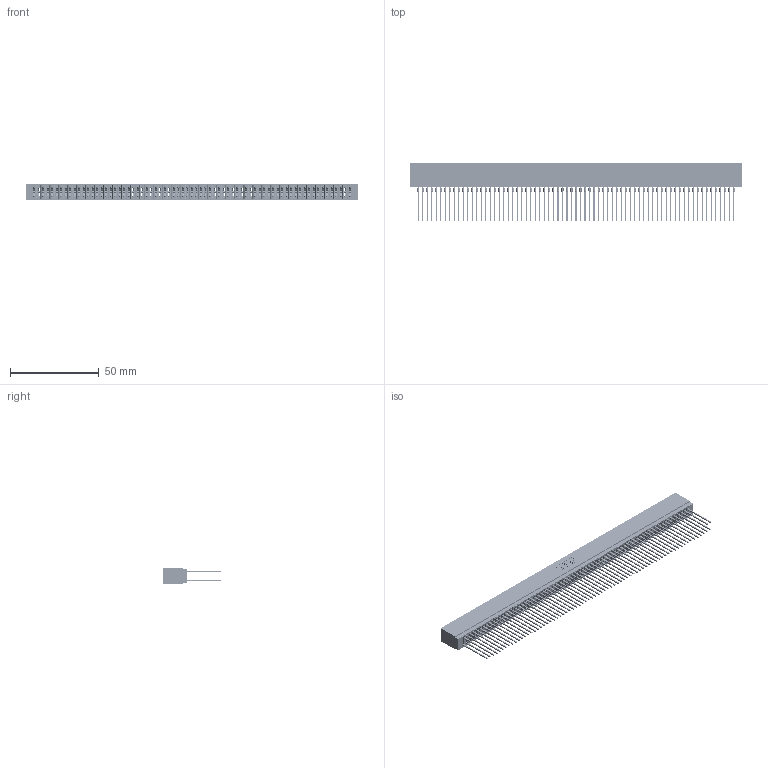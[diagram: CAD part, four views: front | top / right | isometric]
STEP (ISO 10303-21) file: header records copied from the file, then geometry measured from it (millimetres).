
FILE_DESCRIPTION (( 'STEP AP203' ), '1' );
FILE_NAME ('725-142-541-201.STEP', '2026-02-25T21:53:05', ( '' ), ( '' ), 'SwSTEP 2.0', 'SolidWorks 2023', '' );
FILE_SCHEMA (( 'CONFIG_CONTROL_DESIGN' ));
Length unit declared in the file: millimetre
Products named in the file (3): 745-292-001_541; 725-142-541-201; 725 Part_Insulator Option - 01
Assembly tree (143 placements, depth 2):
  725-142-541-201
    725 Part_Insulator Option - 01
    745-292-001_541  x142
Bounding box: 186.94 x 33.03 x 8.89 mm (x, y, z)
Volume: 15374.6 mm3; surface area: 35900.3 mm2
Topology: 143 solids, 143 shells, 12804 faces, 34405 edges, 21610 vertices
Faces by surface type: plane 6587, bspline 2840, cylinder 2525, torus 852
Entity records: 115535 total; most frequent: CARTESIAN_POINT 20531, ORIENTED_EDGE 20024, DIRECTION 17470, EDGE_CURVE 10012, LINE 9404, VECTOR 9404, VERTEX_POINT 6382, AXIS2_PLACEMENT_3D 4033
